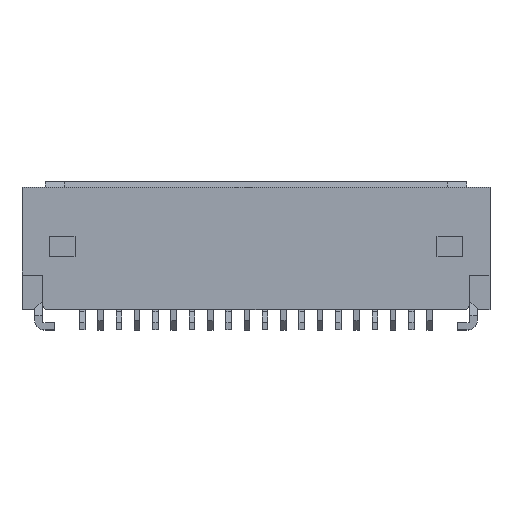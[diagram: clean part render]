
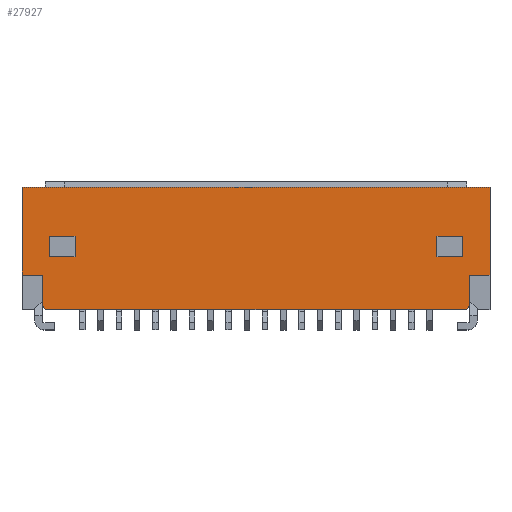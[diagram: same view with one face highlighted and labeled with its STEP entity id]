
A CAD part, top view. The second image highlights one B-rep face of the part: STEP entity #27927.
In plain terms, the highlighted planar face has unit normal (0, 0, 1).
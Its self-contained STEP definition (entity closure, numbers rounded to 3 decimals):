
#5=DIRECTION('',(0.,-1.,0.));
#6=VECTOR('',#5,2.4);
#7=CARTESIAN_POINT('',(-6.4,3.34,1.4));
#8=LINE('',#7,#6);
#106=DIRECTION('',(1.,0.,0.));
#107=VECTOR('',#106,11.5);
#108=CARTESIAN_POINT('',(-5.75,0.,1.4));
#109=LINE('',#108,#107);
#675=DIRECTION('',(0.,-1.,0.));
#676=VECTOR('',#675,2.4);
#677=CARTESIAN_POINT('',(6.4,3.34,1.4));
#678=LINE('',#677,#676);
#911=DIRECTION('',(1.,0.,0.));
#912=VECTOR('',#911,0.7);
#913=CARTESIAN_POINT('',(-5.65,2.,1.4));
#914=LINE('',#913,#912);
#915=DIRECTION('',(0.,1.,0.));
#916=VECTOR('',#915,0.56);
#917=CARTESIAN_POINT('',(-5.65,1.44,1.4));
#918=LINE('',#917,#916);
#919=DIRECTION('',(-1.,0.,0.));
#920=VECTOR('',#919,0.7);
#921=CARTESIAN_POINT('',(-4.95,1.44,1.4));
#922=LINE('',#921,#920);
#923=DIRECTION('',(0.,1.,0.));
#924=VECTOR('',#923,0.56);
#925=CARTESIAN_POINT('',(-4.95,1.44,1.4));
#926=LINE('',#925,#924);
#927=DIRECTION('',(1.,0.,0.));
#928=VECTOR('',#927,0.7);
#929=CARTESIAN_POINT('',(4.95,2.,1.4));
#930=LINE('',#929,#928);
#931=DIRECTION('',(0.,1.,0.));
#932=VECTOR('',#931,0.56);
#933=CARTESIAN_POINT('',(4.95,1.44,1.4));
#934=LINE('',#933,#932);
#935=DIRECTION('',(-1.,0.,0.));
#936=VECTOR('',#935,0.7);
#937=CARTESIAN_POINT('',(5.65,1.44,1.4));
#938=LINE('',#937,#936);
#939=DIRECTION('',(0.,1.,0.));
#940=VECTOR('',#939,0.56);
#941=CARTESIAN_POINT('',(5.65,1.44,1.4));
#942=LINE('',#941,#940);
#943=DIRECTION('',(0.,1.,0.));
#944=VECTOR('',#943,0.16);
#945=CARTESIAN_POINT('',(-5.85,0.18,1.4));
#946=LINE('',#945,#944);
#947=DIRECTION('',(0.,1.,0.));
#948=VECTOR('',#947,0.6);
#949=CARTESIAN_POINT('',(-5.85,0.34,1.4));
#950=LINE('',#949,#948);
#951=DIRECTION('',(1.,0.,0.));
#952=VECTOR('',#951,0.55);
#953=CARTESIAN_POINT('',(-6.4,0.94,1.4));
#954=LINE('',#953,#952);
#955=DIRECTION('',(1.,0.,0.));
#956=VECTOR('',#955,12.8);
#957=CARTESIAN_POINT('',(-6.4,3.34,1.4));
#958=LINE('',#957,#956);
#959=DIRECTION('',(1.,0.,0.));
#960=VECTOR('',#959,0.55);
#961=CARTESIAN_POINT('',(5.85,0.94,1.4));
#962=LINE('',#961,#960);
#963=DIRECTION('',(0.,1.,0.));
#964=VECTOR('',#963,0.6);
#965=CARTESIAN_POINT('',(5.85,0.34,1.4));
#966=LINE('',#965,#964);
#967=DIRECTION('',(0.,1.,0.));
#968=VECTOR('',#967,0.16);
#969=CARTESIAN_POINT('',(5.85,0.18,1.4));
#970=LINE('',#969,#968);
#971=DIRECTION('',(0.,1.,0.));
#972=VECTOR('',#971,0.08);
#973=CARTESIAN_POINT('',(5.85,0.1,1.4));
#974=LINE('',#973,#972);
#975=DIRECTION('',(0.707,0.707,0.));
#976=VECTOR('',#975,0.141);
#977=CARTESIAN_POINT('',(5.75,0.,1.4));
#978=LINE('',#977,#976);
#979=DIRECTION('',(0.707,-0.707,0.));
#980=VECTOR('',#979,0.141);
#981=CARTESIAN_POINT('',(-5.85,0.1,1.4));
#982=LINE('',#981,#980);
#983=DIRECTION('',(0.,1.,0.));
#984=VECTOR('',#983,0.08);
#985=CARTESIAN_POINT('',(-5.85,0.1,1.4));
#986=LINE('',#985,#984);
#20399=CARTESIAN_POINT('',(-6.4,3.34,1.4));
#20400=CARTESIAN_POINT('',(6.4,3.34,1.4));
#20401=VERTEX_POINT('',#20399);
#20402=VERTEX_POINT('',#20400);
#20427=CARTESIAN_POINT('',(-6.4,0.94,1.4));
#20428=CARTESIAN_POINT('',(-5.85,0.94,1.4));
#20429=VERTEX_POINT('',#20427);
#20430=VERTEX_POINT('',#20428);
#20431=CARTESIAN_POINT('',(5.85,0.94,1.4));
#20432=CARTESIAN_POINT('',(6.4,0.94,1.4));
#20433=VERTEX_POINT('',#20431);
#20434=VERTEX_POINT('',#20432);
#20551=CARTESIAN_POINT('',(5.85,0.34,1.4));
#20553=VERTEX_POINT('',#20551);
#20559=CARTESIAN_POINT('',(-5.85,0.34,1.4));
#20561=VERTEX_POINT('',#20559);
#20723=CARTESIAN_POINT('',(5.75,0.,1.4));
#20725=VERTEX_POINT('',#20723);
#20728=CARTESIAN_POINT('',(-5.75,0.,1.4));
#20730=VERTEX_POINT('',#20728);
#20839=CARTESIAN_POINT('',(-5.65,2.,1.4));
#20840=CARTESIAN_POINT('',(-4.95,2.,1.4));
#20841=VERTEX_POINT('',#20839);
#20842=VERTEX_POINT('',#20840);
#20843=CARTESIAN_POINT('',(4.95,2.,1.4));
#20844=CARTESIAN_POINT('',(5.65,2.,1.4));
#20845=VERTEX_POINT('',#20843);
#20846=VERTEX_POINT('',#20844);
#20847=CARTESIAN_POINT('',(5.65,1.44,1.4));
#20848=CARTESIAN_POINT('',(4.95,1.44,1.4));
#20849=VERTEX_POINT('',#20847);
#20850=VERTEX_POINT('',#20848);
#20851=CARTESIAN_POINT('',(-4.95,1.44,1.4));
#20852=CARTESIAN_POINT('',(-5.65,1.44,1.4));
#20853=VERTEX_POINT('',#20851);
#20854=VERTEX_POINT('',#20852);
#21615=CARTESIAN_POINT('',(5.85,0.1,1.4));
#21617=VERTEX_POINT('',#21615);
#21631=CARTESIAN_POINT('',(5.85,0.18,1.4));
#21632=VERTEX_POINT('',#21631);
#21813=CARTESIAN_POINT('',(-5.85,0.1,1.4));
#21814=CARTESIAN_POINT('',(-5.85,0.18,1.4));
#21815=VERTEX_POINT('',#21813);
#21816=VERTEX_POINT('',#21814);
#27876=CARTESIAN_POINT('',(-6.4,3.34,1.4));
#27877=DIRECTION('',(0.,0.,1.));
#27878=DIRECTION('',(0.,-1.,0.));
#27879=AXIS2_PLACEMENT_3D('',#27876,#27877,#27878);
#27880=PLANE('',#27879);
#27882=ORIENTED_EDGE('',*,*,#27881,.T.);
#27884=ORIENTED_EDGE('',*,*,#27883,.T.);
#27886=ORIENTED_EDGE('',*,*,#27885,.F.);
#27887=ORIENTED_EDGE('',*,*,#27032,.F.);
#27889=ORIENTED_EDGE('',*,*,#27888,.T.);
#27890=ORIENTED_EDGE('',*,*,#27578,.T.);
#27892=ORIENTED_EDGE('',*,*,#27891,.F.);
#27893=ORIENTED_EDGE('',*,*,#27867,.F.);
#27895=ORIENTED_EDGE('',*,*,#27894,.F.);
#27897=ORIENTED_EDGE('',*,*,#27896,.F.);
#27899=ORIENTED_EDGE('',*,*,#27898,.F.);
#27900=ORIENTED_EDGE('',*,*,#27148,.F.);
#27902=ORIENTED_EDGE('',*,*,#27901,.F.);
#27904=ORIENTED_EDGE('',*,*,#27903,.T.);
#27905=EDGE_LOOP('',(#27882,#27884,#27886,#27887,#27889,#27890,#27892,#27893,
#27895,#27897,#27899,#27900,#27902,#27904));
#27906=FACE_OUTER_BOUND('',#27905,.F.);
#27908=ORIENTED_EDGE('',*,*,#27907,.F.);
#27910=ORIENTED_EDGE('',*,*,#27909,.F.);
#27912=ORIENTED_EDGE('',*,*,#27911,.F.);
#27914=ORIENTED_EDGE('',*,*,#27913,.T.);
#27915=EDGE_LOOP('',(#27908,#27910,#27912,#27914));
#27916=FACE_BOUND('',#27915,.F.);
#27918=ORIENTED_EDGE('',*,*,#27917,.F.);
#27920=ORIENTED_EDGE('',*,*,#27919,.F.);
#27922=ORIENTED_EDGE('',*,*,#27921,.F.);
#27924=ORIENTED_EDGE('',*,*,#27923,.T.);
#27925=EDGE_LOOP('',(#27918,#27920,#27922,#27924));
#27926=FACE_BOUND('',#27925,.F.);
#27927=ADVANCED_FACE('',(#27906,#27916,#27926),#27880,.T.);
#27032=EDGE_CURVE('',#20401,#20429,#8,.T.);
#27148=EDGE_CURVE('',#20730,#20725,#109,.T.);
#27578=EDGE_CURVE('',#20402,#20434,#678,.T.);
#27867=EDGE_CURVE('',#20553,#20433,#966,.T.);
#27881=EDGE_CURVE('',#21816,#20561,#946,.T.);
#27883=EDGE_CURVE('',#20561,#20430,#950,.T.);
#27885=EDGE_CURVE('',#20429,#20430,#954,.T.);
#27888=EDGE_CURVE('',#20401,#20402,#958,.T.);
#27891=EDGE_CURVE('',#20433,#20434,#962,.T.);
#27894=EDGE_CURVE('',#21632,#20553,#970,.T.);
#27896=EDGE_CURVE('',#21617,#21632,#974,.T.);
#27898=EDGE_CURVE('',#20725,#21617,#978,.T.);
#27901=EDGE_CURVE('',#21815,#20730,#982,.T.);
#27903=EDGE_CURVE('',#21815,#21816,#986,.T.);
#27907=EDGE_CURVE('',#20845,#20846,#930,.T.);
#27909=EDGE_CURVE('',#20850,#20845,#934,.T.);
#27911=EDGE_CURVE('',#20849,#20850,#938,.T.);
#27913=EDGE_CURVE('',#20849,#20846,#942,.T.);
#27917=EDGE_CURVE('',#20841,#20842,#914,.T.);
#27919=EDGE_CURVE('',#20854,#20841,#918,.T.);
#27921=EDGE_CURVE('',#20853,#20854,#922,.T.);
#27923=EDGE_CURVE('',#20853,#20842,#926,.T.);
